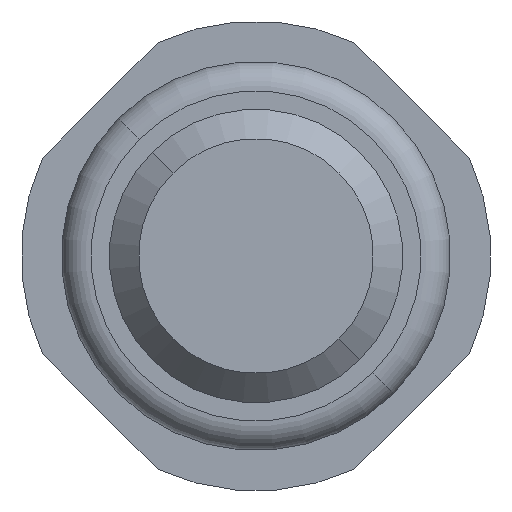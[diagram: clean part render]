
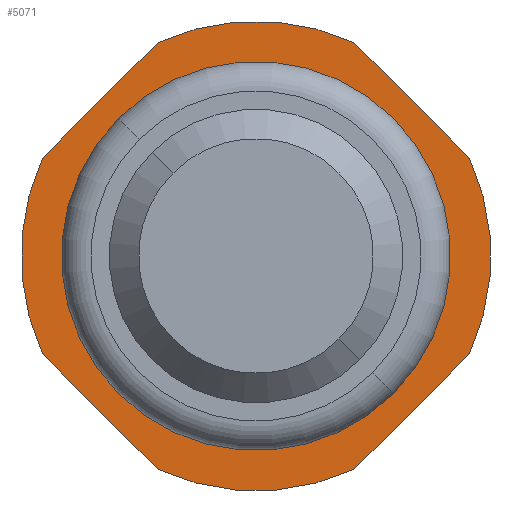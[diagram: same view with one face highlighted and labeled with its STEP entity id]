
A CAD part, front view. The second image highlights one B-rep face of the part: STEP entity #5071.
In plain terms, the highlighted planar face has unit normal (0, -1, 0).
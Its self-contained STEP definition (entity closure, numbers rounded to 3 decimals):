
#47 = DIRECTION ( 'NONE',  ( 0., 1., 0. ) ) ;
#318 = CIRCLE ( 'NONE', #4239, 1.6 ) ;
#372 = DIRECTION ( 'NONE',  ( -0.707, 0., 0.707 ) ) ;
#383 = VERTEX_POINT ( 'NONE', #1013 ) ;
#552 = LINE ( 'NONE', #4704, #1476 ) ;
#607 = EDGE_CURVE ( 'Defeature ausgef�hrt3_124+Defeature ausgef�hrt3_125+Defeature ausgef�hrt3_129+Defeature ausgef�hrt3_130', #4953, #3626, #1744, .T. ) ;
#729 = CIRCLE ( 'NONE', #1998, 1.325 ) ;
#781 = VERTEX_POINT ( 'NONE', #2905 ) ;
#787 = EDGE_CURVE ( 'Defeature ausgef�hrt3_131+Defeature ausgef�hrt3_125+Defeature ausgef�hrt3_123+Defeature ausgef�hrt3_122', #781, #5899, #552, .T. ) ;
#810 = AXIS2_PLACEMENT_3D ( 'NONE', #4827, #5941, #1346 ) ;
#1008 = CARTESIAN_POINT ( 'NONE',  ( 0., -2., 0. ) ) ;
#1013 = CARTESIAN_POINT ( 'NONE',  ( 0.937, -2., -0.937 ) ) ;
#1054 = DIRECTION ( 'NONE',  ( 0., 1., 0. ) ) ;
#1149 = DIRECTION ( 'NONE',  ( -0.707, 0., 0.707 ) ) ;
#1169 = DIRECTION ( 'NONE',  ( 0., 1., 0. ) ) ;
#1346 = DIRECTION ( 'NONE',  ( -0.707, 0., 0.707 ) ) ;
#1387 = CARTESIAN_POINT ( 'NONE',  ( -1.454, -2., -0.667 ) ) ;
#1476 = VECTOR ( 'NONE', #6352, 1000. ) ;
#1611 = VECTOR ( 'NONE', #6847, 1000. ) ;
#1711 = ORIENTED_EDGE ( 'NONE', *, *, #3128, .F. ) ;
#1716 = CARTESIAN_POINT ( 'NONE',  ( 0., -2., 0. ) ) ;
#1744 = CIRCLE ( 'NONE', #4400, 1.6 ) ;
#1781 = EDGE_CURVE ( 'Defeature ausgef�hrt3_129+Defeature ausgef�hrt3_125+Defeature ausgef�hrt3_121+Defeature ausgef�hrt3_124', #6843, #4953, #6948, .T. ) ;
#1809 = VERTEX_POINT ( 'NONE', #2310 ) ;
#1866 = LINE ( 'NONE', #2421, #4377 ) ;
#1977 = ORIENTED_EDGE ( 'NONE', *, *, #787, .F. ) ;
#1998 = AXIS2_PLACEMENT_3D ( 'NONE', #7287, #4367, #2101 ) ;
#2010 = EDGE_CURVE ( 'Defeature ausgef�hrt3_125+Defeature ausgef�hrt3_127+Defeature ausgef�hrt3_127+Defeature ausgef�hrt3_127', #383, #5063, #729, .T. ) ;
#2101 = DIRECTION ( 'NONE',  ( -0.707, 0., 0.707 ) ) ;
#2209 = CARTESIAN_POINT ( 'NONE',  ( 1.454, -2., -0.667 ) ) ;
#2310 = CARTESIAN_POINT ( 'NONE',  ( 1.454, -2., 0.667 ) ) ;
#2421 = CARTESIAN_POINT ( 'NONE',  ( -1.061, -2., -1.061 ) ) ;
#2437 = ORIENTED_EDGE ( 'NONE', *, *, #2010, .T. ) ;
#2704 = AXIS2_PLACEMENT_3D ( 'NONE', #3385, #7406, #4544 ) ;
#2724 = CARTESIAN_POINT ( 'NONE',  ( 0.667, -2., 1.454 ) ) ;
#2822 = CARTESIAN_POINT ( 'NONE',  ( -0.667, -2., -1.454 ) ) ;
#2905 = CARTESIAN_POINT ( 'NONE',  ( -1.454, -2., 0.667 ) ) ;
#3022 = EDGE_LOOP ( 'NONE', ( #1711, #4769, #1977, #5547, #6937, #5616, #6464, #7436 ) ) ;
#3128 = EDGE_CURVE ( 'Defeature ausgef�hrt3_132+Defeature ausgef�hrt3_125+Defeature ausgef�hrt3_122+Defeature ausgef�hrt3_121', #6045, #1809, #6193, .T. ) ;
#3385 = CARTESIAN_POINT ( 'NONE',  ( 0., -2., 0. ) ) ;
#3416 = VERTEX_POINT ( 'NONE', #1387 ) ;
#3433 = CARTESIAN_POINT ( 'NONE',  ( 0., -2., 0. ) ) ;
#3439 = VECTOR ( 'NONE', #6883, 1000. ) ;
#3515 = EDGE_CURVE ( 'Defeature ausgef�hrt3_125+Defeature ausgef�hrt3_127+Defeature ausgef�hrt3_127+Defeature ausgef�hrt3_127', #5063, #383, #4109, .T. ) ;
#3541 = ORIENTED_EDGE ( 'NONE', *, *, #3515, .T. ) ;
#3626 = VERTEX_POINT ( 'NONE', #2822 ) ;
#3715 = AXIS2_PLACEMENT_3D ( 'NONE', #1008, #7260, #372 ) ;
#3814 = FACE_OUTER_BOUND ( 'NONE', #3022, .T. ) ;
#3882 = CARTESIAN_POINT ( 'NONE',  ( 1.131, -2., 1.131 ) ) ;
#4034 = AXIS2_PLACEMENT_3D ( 'NONE', #3882, #1054, #6777 ) ;
#4109 = CIRCLE ( 'NONE', #3715, 1.325 ) ;
#4192 = CIRCLE ( 'NONE', #2704, 1.6 ) ;
#4239 = AXIS2_PLACEMENT_3D ( 'NONE', #1716, #47, #1149 ) ;
#4367 = DIRECTION ( 'NONE',  ( 0., 1., 0. ) ) ;
#4377 = VECTOR ( 'NONE', #5306, 1000. ) ;
#4400 = AXIS2_PLACEMENT_3D ( 'NONE', #3433, #1169, #7457 ) ;
#4544 = DIRECTION ( 'NONE',  ( -0.707, 0., 0.707 ) ) ;
#4704 = CARTESIAN_POINT ( 'NONE',  ( 0.071, -2., 2.192 ) ) ;
#4769 = ORIENTED_EDGE ( 'NONE', *, *, #5873, .F. ) ;
#4827 = CARTESIAN_POINT ( 'NONE',  ( 0., -2., 0. ) ) ;
#4953 = VERTEX_POINT ( 'NONE', #6093 ) ;
#5063 = VERTEX_POINT ( 'NONE', #7328 ) ;
#5071 = ADVANCED_FACE ( 'Defeature ausgef�hrt3_125', ( #6256, #3814 ), #7273, .F. ) ;
#5306 = DIRECTION ( 'NONE',  ( -0.707, 0., 0.707 ) ) ;
#5428 = CIRCLE ( 'NONE', #810, 1.6 ) ;
#5547 = ORIENTED_EDGE ( 'NONE', *, *, #7019, .F. ) ;
#5616 = ORIENTED_EDGE ( 'NONE', *, *, #607, .F. ) ;
#5774 = CARTESIAN_POINT ( 'NONE',  ( 2.192, -2., 0.071 ) ) ;
#5873 = EDGE_CURVE ( 'Defeature ausgef�hrt3_122+Defeature ausgef�hrt3_125+Defeature ausgef�hrt3_131+Defeature ausgef�hrt3_132', #5899, #6045, #5428, .T. ) ;
#5899 = VERTEX_POINT ( 'NONE', #5997 ) ;
#5915 = EDGE_LOOP ( 'NONE', ( #3541, #2437 ) ) ;
#5941 = DIRECTION ( 'NONE',  ( 0., 1., 0. ) ) ;
#5997 = CARTESIAN_POINT ( 'NONE',  ( -0.667, -2., 1.454 ) ) ;
#6045 = VERTEX_POINT ( 'NONE', #2724 ) ;
#6093 = CARTESIAN_POINT ( 'NONE',  ( 0.667, -2., -1.454 ) ) ;
#6193 = LINE ( 'NONE', #6226, #1611 ) ;
#6226 = CARTESIAN_POINT ( 'NONE',  ( 1.061, -2., 1.061 ) ) ;
#6256 = FACE_BOUND ( 'NONE', #5915, .T. ) ;
#6352 = DIRECTION ( 'NONE',  ( 0.707, 0., 0.707 ) ) ;
#6464 = ORIENTED_EDGE ( 'NONE', *, *, #1781, .F. ) ;
#6777 = DIRECTION ( 'NONE',  ( -0.707, 0., 0.707 ) ) ;
#6843 = VERTEX_POINT ( 'NONE', #2209 ) ;
#6847 = DIRECTION ( 'NONE',  ( 0.707, 0., -0.707 ) ) ;
#6883 = DIRECTION ( 'NONE',  ( -0.707, 0., -0.707 ) ) ;
#6913 = EDGE_CURVE ( 'Defeature ausgef�hrt3_121+Defeature ausgef�hrt3_125+Defeature ausgef�hrt3_132+Defeature ausgef�hrt3_129', #1809, #6843, #4192, .T. ) ;
#6937 = ORIENTED_EDGE ( 'NONE', *, *, #7117, .F. ) ;
#6948 = LINE ( 'NONE', #5774, #3439 ) ;
#7019 = EDGE_CURVE ( 'Defeature ausgef�hrt3_123+Defeature ausgef�hrt3_125+Defeature ausgef�hrt3_130+Defeature ausgef�hrt3_131', #3416, #781, #318, .T. ) ;
#7117 = EDGE_CURVE ( 'Defeature ausgef�hrt3_130+Defeature ausgef�hrt3_125+Defeature ausgef�hrt3_124+Defeature ausgef�hrt3_123', #3626, #3416, #1866, .T. ) ;
#7260 = DIRECTION ( 'NONE',  ( 0., 1., 0. ) ) ;
#7273 = PLANE ( 'NONE',  #4034 ) ;
#7287 = CARTESIAN_POINT ( 'NONE',  ( 0., -2., 0. ) ) ;
#7328 = CARTESIAN_POINT ( 'NONE',  ( -0.937, -2., 0.937 ) ) ;
#7406 = DIRECTION ( 'NONE',  ( 0., 1., 0. ) ) ;
#7436 = ORIENTED_EDGE ( 'NONE', *, *, #6913, .F. ) ;
#7457 = DIRECTION ( 'NONE',  ( -0.707, 0., 0.707 ) ) ;
